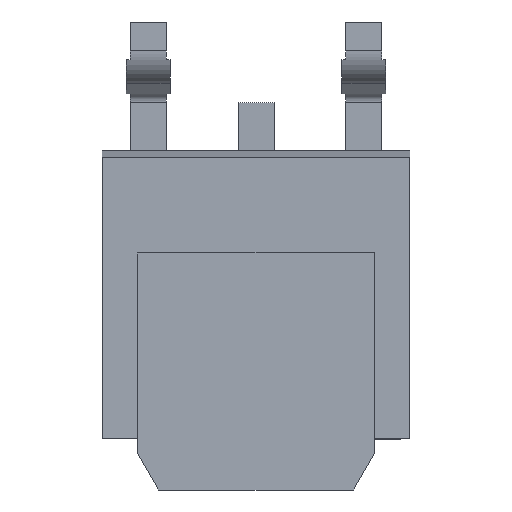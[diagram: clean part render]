
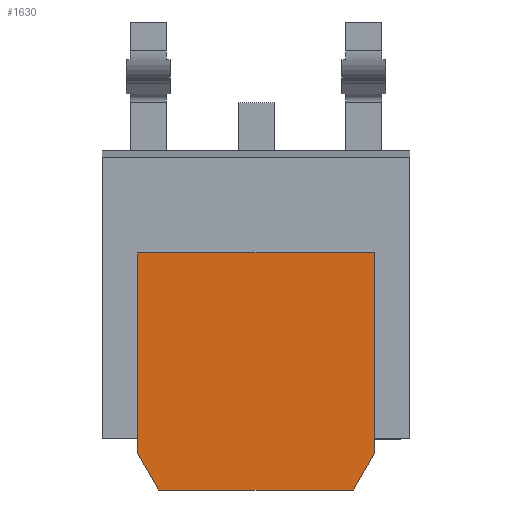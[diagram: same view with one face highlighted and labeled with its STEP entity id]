
A CAD part, front view. The second image highlights one B-rep face of the part: STEP entity #1630.
In plain terms, the highlighted planar face has unit normal (0, -1, 0).
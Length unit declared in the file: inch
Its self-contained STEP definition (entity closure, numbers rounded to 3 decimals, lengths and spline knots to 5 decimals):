
#22 = CARTESIAN_POINT ( 'NONE',  ( -0.09875, -0.064, 0.03236 ) ) ;
#38 = ORIENTED_EDGE ( 'NONE', *, *, #1240, .F. ) ;
#42 = CARTESIAN_POINT ( 'NONE',  ( 0.0812, -0.064, -0.16514 ) ) ;
#94 = VERTEX_POINT ( 'NONE', #22 ) ;
#246 = ORIENTED_EDGE ( 'NONE', *, *, #2302, .F. ) ;
#251 = CARTESIAN_POINT ( 'NONE',  ( 0.12795, -0.064, -0.12264 ) ) ;
#313 = CARTESIAN_POINT ( 'NONE',  ( -0.0812, -0.064, -0.16514 ) ) ;
#325 = CARTESIAN_POINT ( 'NONE',  ( 0.09875, -0.064, -0.13475 ) ) ;
#336 = LINE ( 'NONE', #1977, #624 ) ;
#400 = LINE ( 'NONE', #1209, #2188 ) ;
#418 = CARTESIAN_POINT ( 'NONE',  ( 0.0812, -0.064, -0.16514 ) ) ;
#423 = CARTESIAN_POINT ( 'NONE',  ( -0.09875, -0.064, 0.03236 ) ) ;
#588 = EDGE_CURVE ( 'NONE', #1169, #2380, #697, .T. ) ;
#597 = LINE ( 'NONE', #1334, #1231 ) ;
#622 = VERTEX_POINT ( 'NONE', #2083 ) ;
#624 = VECTOR ( 'NONE', #1183, 39.37008 ) ;
#644 = PLANE ( 'NONE',  #1251 ) ;
#697 = LINE ( 'NONE', #418, #2351 ) ;
#781 = CARTESIAN_POINT ( 'NONE',  ( -0.09875, -0.064, -0.13475 ) ) ;
#855 = FACE_OUTER_BOUND ( 'NONE', #2494, .T. ) ;
#860 = VERTEX_POINT ( 'NONE', #781 ) ;
#892 = LINE ( 'NONE', #423, #2104 ) ;
#913 = DIRECTION ( 'NONE',  ( -0.5, 0., 0.866 ) ) ;
#946 = DIRECTION ( 'NONE',  ( 0., 0., -1. ) ) ;
#987 = ORIENTED_EDGE ( 'NONE', *, *, #2638, .F. ) ;
#1107 = DIRECTION ( 'NONE',  ( 0., 0., 1. ) ) ;
#1152 = VECTOR ( 'NONE', #946, 39.37008 ) ;
#1169 = VERTEX_POINT ( 'NONE', #1722 ) ;
#1183 = DIRECTION ( 'NONE',  ( 1., 0., 0. ) ) ;
#1209 = CARTESIAN_POINT ( 'NONE',  ( -0.0812, -0.064, -0.16514 ) ) ;
#1231 = VECTOR ( 'NONE', #913, 39.37008 ) ;
#1240 = EDGE_CURVE ( 'NONE', #622, #1169, #2037, .T. ) ;
#1251 = AXIS2_PLACEMENT_3D ( 'NONE', #251, #2502, #1107 ) ;
#1334 = CARTESIAN_POINT ( 'NONE',  ( -0.09875, -0.064, -0.13475 ) ) ;
#1614 = EDGE_CURVE ( 'NONE', #860, #94, #892, .T. ) ;
#1630 = ADVANCED_FACE ( 'NONE', ( #855 ), #644, .F. ) ;
#1722 = CARTESIAN_POINT ( 'NONE',  ( 0.09875, -0.064, -0.13475 ) ) ;
#1758 = ORIENTED_EDGE ( 'NONE', *, *, #588, .F. ) ;
#1850 = DIRECTION ( 'NONE',  ( -0.5, 0., -0.866 ) ) ;
#1977 = CARTESIAN_POINT ( 'NONE',  ( 0.09875, -0.064, 0.03236 ) ) ;
#1981 = VERTEX_POINT ( 'NONE', #313 ) ;
#2026 = DIRECTION ( 'NONE',  ( -1., 0., 0. ) ) ;
#2037 = LINE ( 'NONE', #325, #1152 ) ;
#2083 = CARTESIAN_POINT ( 'NONE',  ( 0.09875, -0.064, 0.03236 ) ) ;
#2104 = VECTOR ( 'NONE', #2526, 39.37008 ) ;
#2188 = VECTOR ( 'NONE', #2026, 39.37008 ) ;
#2302 = EDGE_CURVE ( 'NONE', #1981, #860, #597, .T. ) ;
#2305 = ORIENTED_EDGE ( 'NONE', *, *, #2441, .F. ) ;
#2351 = VECTOR ( 'NONE', #1850, 39.37008 ) ;
#2380 = VERTEX_POINT ( 'NONE', #42 ) ;
#2441 = EDGE_CURVE ( 'NONE', #94, #622, #336, .T. ) ;
#2484 = ORIENTED_EDGE ( 'NONE', *, *, #1614, .F. ) ;
#2494 = EDGE_LOOP ( 'NONE', ( #38, #2305, #2484, #246, #987, #1758 ) ) ;
#2502 = DIRECTION ( 'NONE',  ( 0., 1., 0. ) ) ;
#2526 = DIRECTION ( 'NONE',  ( 0., 0., 1. ) ) ;
#2638 = EDGE_CURVE ( 'NONE', #2380, #1981, #400, .T. ) ;
